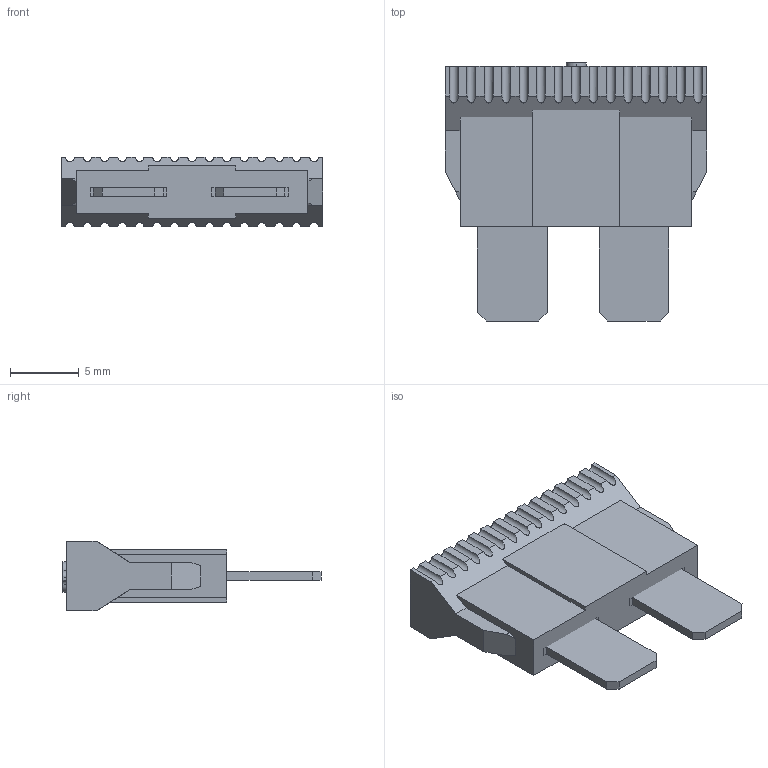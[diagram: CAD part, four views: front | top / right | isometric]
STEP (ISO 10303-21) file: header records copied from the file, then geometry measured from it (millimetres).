
FILE_DESCRIPTION (( 'STEP AP214' ), '1' );
FILE_NAME ('3A ATM FUSE, PURPLE.STEP', '2022-08-10T22:41:34', ( '' ), ( '' ), 'SwSTEP 2.0', 'SolidWorks 2018', '' );
FILE_SCHEMA (( 'AUTOMOTIVE_DESIGN' ));
Length unit declared in the file: inch
Products named in the file (1): 3A ATM FUSE, PURPLE
Bounding box: 19.05 x 18.8 x 5.08 mm (x, y, z)
Volume: 899.4 mm3; surface area: 1117.5 mm2
Topology: 3 solids, 3 shells, 167 faces, 471 edges, 314 vertices
Faces by surface type: plane 117, cylinder 36, bspline 14
Entity records: 6315 total; most frequent: CARTESIAN_POINT 1825, ORIENTED_EDGE 942, DIRECTION 763, EDGE_CURVE 471, LINE 371, VECTOR 371, VERTEX_POINT 314, AXIS2_PLACEMENT_3D 196
